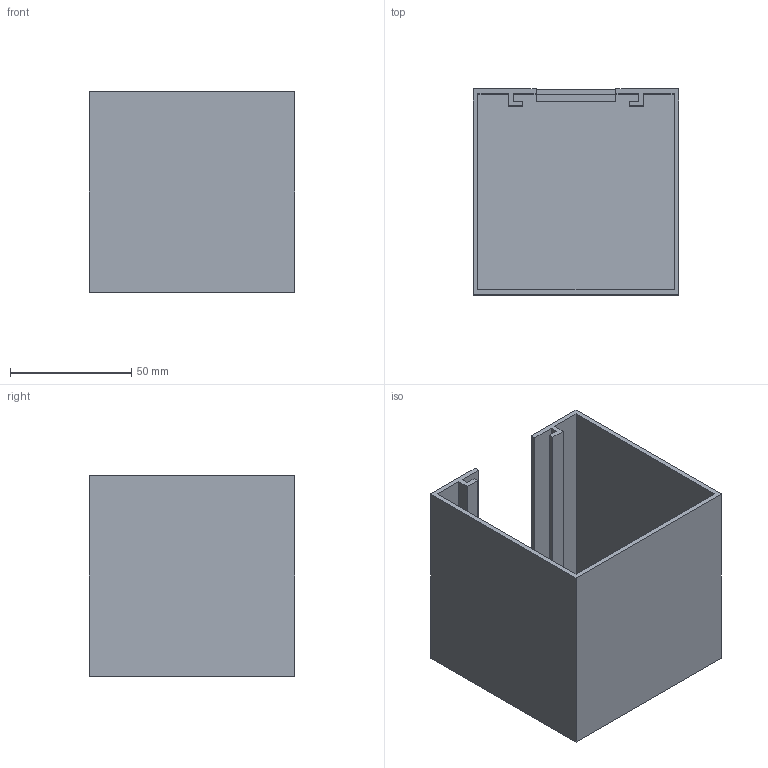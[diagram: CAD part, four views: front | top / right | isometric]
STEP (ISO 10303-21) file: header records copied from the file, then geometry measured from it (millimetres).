
FILE_DESCRIPTION(('FreeCAD Model'),'2;1');
FILE_NAME('Open CASCADE Shape Model','2024-03-01T10:54:54',('Author'),( ''),'Open CASCADE STEP processor 7.6','FreeCAD','Unknown');
FILE_SCHEMA(('AUTOMOTIVE_DESIGN { 1 0 10303 214 1 1 1 1 }'));
Length unit declared in the file: millimetre
Products named in the file (1): PCB Pocket
Bounding box: 85 x 85 x 83 mm (x, y, z)
Volume: 59213 mm3; surface area: 67106 mm2
Topology: 1 solids, 1 shells, 28 faces, 76 edges, 50 vertices
Faces by surface type: plane 28
Entity records: 886 total; most frequent: CARTESIAN_POINT 155, ORIENTED_EDGE 152, DIRECTION 134, EDGE_CURVE 76, LINE 76, VECTOR 76, VERTEX_POINT 50, AXIS2_PLACEMENT_3D 29
